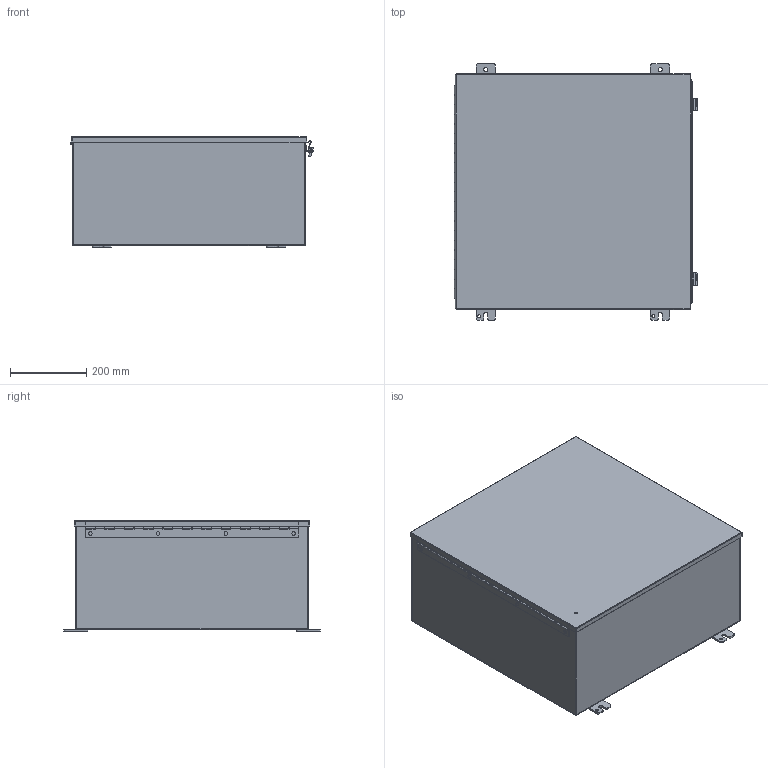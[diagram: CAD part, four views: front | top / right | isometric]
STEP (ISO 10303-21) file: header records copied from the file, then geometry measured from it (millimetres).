
FILE_DESCRIPTION((''),'2;1');
FILE_NAME('B242411CH.iam.stp','2012-02-19T14:17:31',(''),(''),'Autodesk Inventor 2012','Autodesk Inventor 2012','');
FILE_SCHEMA(('AUTOMOTIVE_DESIGN { 1 0 10303 214 1 1 1 1 }'));
Length unit declared in the file: inch
Products named in the file (13): B242411CH; B242411CHBKP; B2424CHLID; H6010101; Hinge Female B(CH) 22 in; Hinge Male B(CH) 22 in; 22 INCH HINGE PIN; 34840; 38846; 388116; 30822; 372134; C1002
Assembly tree (21 placements, depth 3):
  B242411CH
    B242411CHBKP
    B2424CHLID
    H6010101
      Hinge Female B(CH) 22 in
      Hinge Male B(CH) 22 in
      22 INCH HINGE PIN
    34840  x4
    38846
    388116  x4
    30822  x2
    372134  x2
    C1002  x2
Bounding box: 638.45 x 673.23 x 290.14 mm (x, y, z)
Volume: 2890428.5 mm3; surface area: 3071442.7 mm2
Topology: 20 solids, 20 shells, 649 faces, 1491 edges, 931 vertices
Faces by surface type: plane 395, cylinder 185, cone 31, bspline 24, torus 10, sphere 4
Full cylindrical faces by diameter (mm): 2.794 x8, 3.048 x1, 4.978 x2, 6.35 x3, 7.95 x4, 8.382 x8, 8.56 x1, 8.738 x2, 9.525 x4, 10.402 x2, 11.125 x4, 15.875 x4
Entity records: 15305 total; most frequent: CARTESIAN_POINT 3196, DIRECTION 2374, ORIENTED_EDGE 2204, EDGE_CURVE 1102, AXIS2_PLACEMENT_3D 804, VECTOR 766, LINE 766, VERTEX_POINT 708
